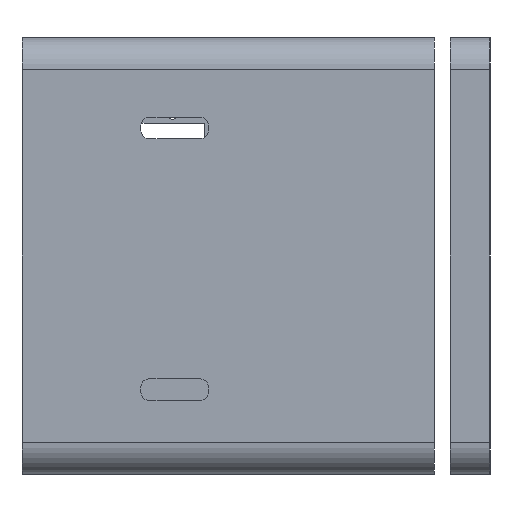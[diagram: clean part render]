
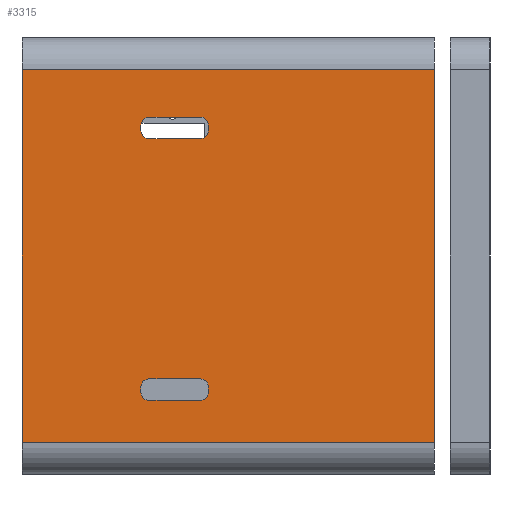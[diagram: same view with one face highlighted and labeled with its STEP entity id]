
A CAD part, left-side view. The second image highlights one B-rep face of the part: STEP entity #3315.
In plain terms, the highlighted planar face has unit normal (-1, 0, 0).
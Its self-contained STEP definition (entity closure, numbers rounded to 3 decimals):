
#342=FACE_BOUND('',#698,.T.);
#343=FACE_BOUND('',#699,.T.);
#507=FACE_OUTER_BOUND('',#697,.T.);
#697=EDGE_LOOP('',(#2984,#2985,#2986,#2987));
#698=EDGE_LOOP('',(#2988,#2989,#2990,#2991,#2992,#2993,#2994,#2995));
#699=EDGE_LOOP('',(#2996,#2997,#2998,#2999,#3000,#3001,#3002,#3003));
#728=LINE('',#4029,#985);
#763=LINE('',#4135,#1020);
#771=LINE('',#4166,#1028);
#774=LINE('',#4174,#1031);
#778=LINE('',#4184,#1035);
#781=LINE('',#4192,#1038);
#921=LINE('',#6032,#1178);
#944=LINE('',#6077,#1201);
#948=LINE('',#6088,#1205);
#952=LINE('',#6100,#1209);
#953=LINE('',#6102,#1210);
#960=LINE('',#6115,#1217);
#985=VECTOR('',#3494,10.);
#1020=VECTOR('',#3577,10.);
#1028=VECTOR('',#3617,10.);
#1031=VECTOR('',#3626,10.);
#1035=VECTOR('',#3636,10.);
#1038=VECTOR('',#3645,10.);
#1178=VECTOR('',#3837,10.);
#1201=VECTOR('',#3880,10.);
#1205=VECTOR('',#3894,10.);
#1209=VECTOR('',#3908,10.);
#1210=VECTOR('',#3911,10.);
#1217=VECTOR('',#3926,10.);
#1266=CIRCLE('',#3390,1.);
#1267=CIRCLE('',#3393,1.);
#1268=CIRCLE('',#3396,1.);
#1269=CIRCLE('',#3399,1.);
#1274=CIRCLE('',#3438,1.);
#1275=CIRCLE('',#3440,1.);
#1276=CIRCLE('',#3443,1.);
#1277=CIRCLE('',#3445,1.);
#1294=VERTEX_POINT('',#4025);
#1296=VERTEX_POINT('',#4028);
#1343=VERTEX_POINT('',#4134);
#1348=VERTEX_POINT('',#4158);
#1349=VERTEX_POINT('',#4160);
#1350=VERTEX_POINT('',#4164);
#1351=VERTEX_POINT('',#4168);
#1352=VERTEX_POINT('',#4172);
#1353=VERTEX_POINT('',#4176);
#1354=VERTEX_POINT('',#4178);
#1355=VERTEX_POINT('',#4182);
#1356=VERTEX_POINT('',#4186);
#1357=VERTEX_POINT('',#4190);
#1576=VERTEX_POINT('',#6027);
#1589=VERTEX_POINT('',#6076);
#1590=VERTEX_POINT('',#6080);
#1591=VERTEX_POINT('',#6084);
#1592=VERTEX_POINT('',#6090);
#1593=VERTEX_POINT('',#6094);
#1594=VERTEX_POINT('',#6096);
#1623=EDGE_CURVE('',#1296,#1294,#728,.T.);
#1676=EDGE_CURVE('',#1296,#1343,#763,.T.);
#1687=EDGE_CURVE('',#1348,#1349,#1266,.T.);
#1690=EDGE_CURVE('',#1348,#1350,#771,.T.);
#1692=EDGE_CURVE('',#1351,#1350,#1267,.T.);
#1694=EDGE_CURVE('',#1351,#1352,#774,.T.);
#1696=EDGE_CURVE('',#1353,#1354,#1268,.T.);
#1699=EDGE_CURVE('',#1353,#1355,#778,.T.);
#1701=EDGE_CURVE('',#1356,#1355,#1269,.T.);
#1703=EDGE_CURVE('',#1356,#1357,#781,.T.);
#2031=EDGE_CURVE('',#1343,#1576,#921,.T.);
#2054=EDGE_CURVE('',#1589,#1349,#944,.T.);
#2057=EDGE_CURVE('',#1590,#1352,#1274,.T.);
#2058=EDGE_CURVE('',#1589,#1591,#1275,.T.);
#2060=EDGE_CURVE('',#1590,#1591,#948,.T.);
#2062=EDGE_CURVE('',#1592,#1357,#1276,.T.);
#2064=EDGE_CURVE('',#1593,#1594,#1277,.T.);
#2066=EDGE_CURVE('',#1592,#1594,#952,.T.);
#2067=EDGE_CURVE('',#1593,#1354,#953,.T.);
#2074=EDGE_CURVE('',#1576,#1294,#960,.T.);
#2984=ORIENTED_EDGE('',*,*,#1623,.T.);
#2985=ORIENTED_EDGE('',*,*,#2074,.F.);
#2986=ORIENTED_EDGE('',*,*,#2031,.F.);
#2987=ORIENTED_EDGE('',*,*,#1676,.F.);
#2988=ORIENTED_EDGE('',*,*,#2060,.T.);
#2989=ORIENTED_EDGE('',*,*,#2058,.F.);
#2990=ORIENTED_EDGE('',*,*,#2054,.T.);
#2991=ORIENTED_EDGE('',*,*,#1687,.F.);
#2992=ORIENTED_EDGE('',*,*,#1690,.T.);
#2993=ORIENTED_EDGE('',*,*,#1692,.F.);
#2994=ORIENTED_EDGE('',*,*,#1694,.T.);
#2995=ORIENTED_EDGE('',*,*,#2057,.F.);
#2996=ORIENTED_EDGE('',*,*,#2066,.T.);
#2997=ORIENTED_EDGE('',*,*,#2064,.F.);
#2998=ORIENTED_EDGE('',*,*,#2067,.T.);
#2999=ORIENTED_EDGE('',*,*,#1696,.F.);
#3000=ORIENTED_EDGE('',*,*,#1699,.T.);
#3001=ORIENTED_EDGE('',*,*,#1701,.F.);
#3002=ORIENTED_EDGE('',*,*,#1703,.T.);
#3003=ORIENTED_EDGE('',*,*,#2062,.F.);
#3150=PLANE('',#3452);
#3315=ADVANCED_FACE('',(#507,#342,#343),#3150,.T.);
#3390=AXIS2_PLACEMENT_3D('',#4161,#3611,#3612);
#3393=AXIS2_PLACEMENT_3D('',#4170,#3621,#3622);
#3396=AXIS2_PLACEMENT_3D('',#4179,#3630,#3631);
#3399=AXIS2_PLACEMENT_3D('',#4188,#3640,#3641);
#3438=AXIS2_PLACEMENT_3D('',#6082,#3885,#3886);
#3440=AXIS2_PLACEMENT_3D('',#6085,#3889,#3890);
#3443=AXIS2_PLACEMENT_3D('',#6092,#3898,#3899);
#3445=AXIS2_PLACEMENT_3D('',#6097,#3903,#3904);
#3452=AXIS2_PLACEMENT_3D('',#6116,#3927,#3928);
#3494=DIRECTION('',(0.,0.,1.));
#3577=DIRECTION('',(0.,1.,0.));
#3611=DIRECTION('center_axis',(-1.,0.,0.));
#3612=DIRECTION('ref_axis',(0.,0.707,-0.707));
#3617=DIRECTION('',(0.,0.,1.));
#3621=DIRECTION('center_axis',(-1.,0.,0.));
#3622=DIRECTION('ref_axis',(0.,0.707,0.707));
#3626=DIRECTION('',(0.,-1.,0.));
#3630=DIRECTION('center_axis',(-1.,0.,0.));
#3631=DIRECTION('ref_axis',(0.,0.707,-0.707));
#3636=DIRECTION('',(0.,0.,1.));
#3640=DIRECTION('center_axis',(-1.,0.,0.));
#3641=DIRECTION('ref_axis',(0.,0.707,0.707));
#3645=DIRECTION('',(0.,-1.,0.));
#3837=DIRECTION('',(0.,0.,1.));
#3880=DIRECTION('',(0.,1.,0.));
#3885=DIRECTION('center_axis',(-1.,0.,0.));
#3886=DIRECTION('ref_axis',(0.,-0.707,0.707));
#3889=DIRECTION('center_axis',(-1.,0.,0.));
#3890=DIRECTION('ref_axis',(0.,-0.707,-0.707));
#3894=DIRECTION('',(0.,0.,-1.));
#3898=DIRECTION('center_axis',(-1.,0.,0.));
#3899=DIRECTION('ref_axis',(0.,-0.707,0.707));
#3903=DIRECTION('center_axis',(-1.,0.,0.));
#3904=DIRECTION('ref_axis',(0.,-0.707,-0.707));
#3908=DIRECTION('',(0.,0.,-1.));
#3911=DIRECTION('',(0.,1.,0.));
#3926=DIRECTION('',(0.,-1.,0.));
#3927=DIRECTION('center_axis',(-1.,0.,0.));
#3928=DIRECTION('ref_axis',(0.,0.,-1.));
#4025=CARTESIAN_POINT('',(-70.,-47.,51.));
#4028=CARTESIAN_POINT('',(-70.,-47.,4.));
#4029=CARTESIAN_POINT('',(-70.,-47.,41.25));
#4134=CARTESIAN_POINT('',(-70.,5.,4.));
#4135=CARTESIAN_POINT('',(-70.,5.,4.));
#4158=CARTESIAN_POINT('',(-70.,-10.,10.3));
#4160=CARTESIAN_POINT('',(-70.,-11.,9.3));
#4161=CARTESIAN_POINT('Origin',(-70.,-11.,10.3));
#4164=CARTESIAN_POINT('',(-70.,-10.,11.));
#4166=CARTESIAN_POINT('',(-70.,-10.,32.15));
#4168=CARTESIAN_POINT('',(-70.,-11.,12.));
#4170=CARTESIAN_POINT('Origin',(-70.,-11.,11.));
#4172=CARTESIAN_POINT('',(-70.,-17.5,12.));
#4174=CARTESIAN_POINT('',(-70.,-2.5,12.));
#4176=CARTESIAN_POINT('',(-70.,-10.,43.3));
#4178=CARTESIAN_POINT('',(-70.,-11.,42.3));
#4179=CARTESIAN_POINT('Origin',(-70.,-11.,43.3));
#4182=CARTESIAN_POINT('',(-70.,-10.,44.));
#4184=CARTESIAN_POINT('',(-70.,-10.,48.65));
#4186=CARTESIAN_POINT('',(-70.,-11.,45.));
#4188=CARTESIAN_POINT('Origin',(-70.,-11.,44.));
#4190=CARTESIAN_POINT('',(-70.,-17.5,45.));
#4192=CARTESIAN_POINT('',(-70.,-2.5,45.));
#6027=CARTESIAN_POINT('',(-70.,5.,51.));
#6032=CARTESIAN_POINT('',(-70.,5.,0.));
#6076=CARTESIAN_POINT('',(-70.,-17.5,9.3));
#6077=CARTESIAN_POINT('',(-70.,-6.75,9.3));
#6080=CARTESIAN_POINT('',(-70.,-18.5,11.));
#6082=CARTESIAN_POINT('Origin',(-70.,-17.5,11.));
#6084=CARTESIAN_POINT('',(-70.,-18.5,10.3));
#6085=CARTESIAN_POINT('Origin',(-70.,-17.5,10.3));
#6088=CARTESIAN_POINT('',(-70.,-18.5,33.5));
#6090=CARTESIAN_POINT('',(-70.,-18.5,44.));
#6092=CARTESIAN_POINT('Origin',(-70.,-17.5,44.));
#6094=CARTESIAN_POINT('',(-70.,-17.5,42.3));
#6096=CARTESIAN_POINT('',(-70.,-18.5,43.3));
#6097=CARTESIAN_POINT('Origin',(-70.,-17.5,43.3));
#6100=CARTESIAN_POINT('',(-70.,-18.5,50.));
#6102=CARTESIAN_POINT('',(-70.,-6.75,42.3));
#6115=CARTESIAN_POINT('',(-70.,5.,51.));
#6116=CARTESIAN_POINT('Origin',(-70.,5.,55.));
